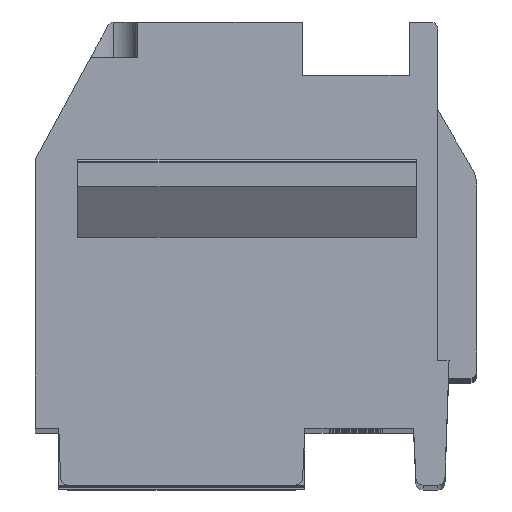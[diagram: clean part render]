
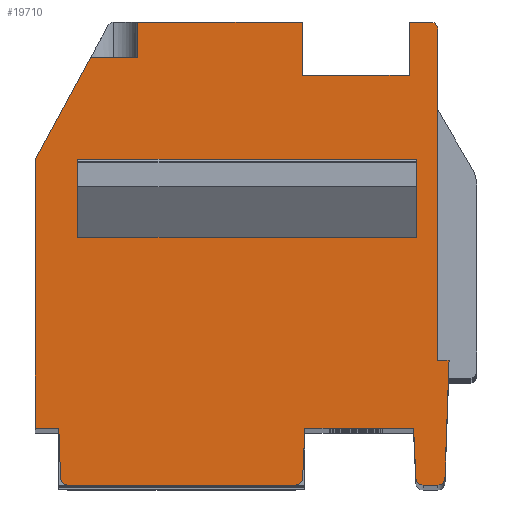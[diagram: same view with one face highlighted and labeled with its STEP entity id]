
A CAD part, top view. The second image highlights one B-rep face of the part: STEP entity #19710.
In plain terms, the highlighted planar face has unit normal (0, 0, 1).
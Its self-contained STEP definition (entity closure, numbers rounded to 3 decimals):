
#34=DIRECTION('',(0.,1.,0.));
#35=VECTOR('',#34,1.55);
#36=CARTESIAN_POINT('',(-5.188,0.15,77.5));
#37=LINE('',#36,#35);
#38=DIRECTION('',(-1.,0.,0.));
#39=VECTOR('',#38,9.5);
#40=CARTESIAN_POINT('',(4.312,0.15,77.5));
#41=LINE('',#40,#39);
#42=DIRECTION('',(0.,1.,0.));
#43=VECTOR('',#42,1.55);
#44=CARTESIAN_POINT('',(4.312,0.15,77.5));
#45=LINE('',#44,#43);
#46=DIRECTION('',(-1.,0.,0.));
#47=VECTOR('',#46,9.5);
#48=CARTESIAN_POINT('',(4.312,1.7,77.5));
#49=LINE('',#48,#47);
#50=DIRECTION('',(0.,-1.,0.));
#51=VECTOR('',#50,7.041);
#52=CARTESIAN_POINT('',(4.912,3.741,77.5));
#53=LINE('',#52,#51);
#54=DIRECTION('',(1.,0.,0.));
#55=VECTOR('',#54,0.32);
#56=CARTESIAN_POINT('',(4.912,-3.3,77.5));
#57=LINE('',#56,#55);
#58=DIRECTION('',(-0.035,-0.999,0.));
#59=VECTOR('',#58,0.502);
#60=CARTESIAN_POINT('',(5.232,-3.3,77.5));
#61=LINE('',#60,#59);
#62=DIRECTION('',(0.035,0.999,0.));
#63=VECTOR('',#62,2.807);
#64=CARTESIAN_POINT('',(5.116,-6.607,77.5));
#65=LINE('',#64,#63);
#66=CARTESIAN_POINT('',(4.916,-6.6,77.5));
#67=DIRECTION('',(0.,0.,-1.));
#68=DIRECTION('',(0.999,-0.035,0.));
#69=AXIS2_PLACEMENT_3D('',#66,#67,#68);
#71=DIRECTION('',(-1.,0.,0.));
#72=VECTOR('',#71,0.416);
#73=CARTESIAN_POINT('',(4.916,-6.8,77.5));
#74=LINE('',#73,#72);
#75=CARTESIAN_POINT('',(4.501,-6.6,77.5));
#76=DIRECTION('',(0.,0.,-1.));
#77=DIRECTION('',(0.,-1.,0.));
#78=AXIS2_PLACEMENT_3D('',#75,#76,#77);
#80=DIRECTION('',(-0.045,0.999,0.));
#81=VECTOR('',#80,1.411);
#82=CARTESIAN_POINT('',(4.301,-6.609,77.5));
#83=LINE('',#82,#81);
#84=DIRECTION('',(-1.,0.,0.));
#85=VECTOR('',#84,3.052);
#86=CARTESIAN_POINT('',(4.237,-5.2,77.5));
#87=LINE('',#86,#85);
#88=DIRECTION('',(0.045,0.999,0.));
#89=VECTOR('',#88,1.411);
#90=CARTESIAN_POINT('',(1.12,-6.609,77.5));
#91=LINE('',#90,#89);
#92=CARTESIAN_POINT('',(0.92,-6.6,77.5));
#93=DIRECTION('',(0.,0.,1.));
#94=DIRECTION('',(0.,-1.,0.));
#95=AXIS2_PLACEMENT_3D('',#92,#93,#94);
#97=DIRECTION('',(1.,0.,0.));
#98=VECTOR('',#97,6.396);
#99=CARTESIAN_POINT('',(-5.475,-6.8,77.5));
#100=LINE('',#99,#98);
#101=CARTESIAN_POINT('',(-5.475,-6.6,77.5));
#102=DIRECTION('',(0.,0.,1.));
#103=DIRECTION('',(-0.999,-0.035,0.));
#104=AXIS2_PLACEMENT_3D('',#101,#102,#103);
#106=DIRECTION('',(0.035,-0.999,0.));
#107=VECTOR('',#106,1.408);
#108=CARTESIAN_POINT('',(-5.724,-5.2,77.5));
#109=LINE('',#108,#107);
#110=DIRECTION('',(1.,0.,0.));
#111=VECTOR('',#110,0.664);
#112=CARTESIAN_POINT('',(-6.388,-5.2,77.5));
#113=LINE('',#112,#111);
#114=DIRECTION('',(0.,1.,0.));
#115=VECTOR('',#114,7.53);
#116=CARTESIAN_POINT('',(-6.388,-5.2,77.5));
#117=LINE('',#116,#115);
#118=DIRECTION('',(-0.477,-0.879,0.));
#119=VECTOR('',#118,3.266);
#120=CARTESIAN_POINT('',(-4.83,5.2,77.5));
#121=LINE('',#120,#119);
#122=DIRECTION('',(1.,0.,0.));
#123=VECTOR('',#122,1.316);
#124=CARTESIAN_POINT('',(-4.83,5.2,77.5));
#125=LINE('',#124,#123);
#126=DIRECTION('',(0.,1.,0.));
#127=VECTOR('',#126,1.);
#128=CARTESIAN_POINT('',(-3.514,5.2,77.5));
#129=LINE('',#128,#127);
#130=DIRECTION('',(-1.,0.,0.));
#131=VECTOR('',#130,4.626);
#132=CARTESIAN_POINT('',(1.112,6.2,77.5));
#133=LINE('',#132,#131);
#134=DIRECTION('',(0.,-1.,0.));
#135=VECTOR('',#134,1.5);
#136=CARTESIAN_POINT('',(1.112,6.2,77.5));
#137=LINE('',#136,#135);
#138=DIRECTION('',(1.,0.,0.));
#139=VECTOR('',#138,3.);
#140=CARTESIAN_POINT('',(1.112,4.7,77.5));
#141=LINE('',#140,#139);
#142=DIRECTION('',(0.,-1.,0.));
#143=VECTOR('',#142,1.5);
#144=CARTESIAN_POINT('',(4.112,6.2,77.5));
#145=LINE('',#144,#143);
#146=DIRECTION('',(-1.,0.,0.));
#147=VECTOR('',#146,0.6);
#148=CARTESIAN_POINT('',(4.712,6.2,77.5));
#149=LINE('',#148,#147);
#150=CARTESIAN_POINT('',(4.712,6.,77.5));
#151=DIRECTION('',(0.,0.,1.));
#152=DIRECTION('',(1.,0.,0.));
#153=AXIS2_PLACEMENT_3D('',#150,#151,#152);
#155=DIRECTION('',(0.,1.,0.));
#156=VECTOR('',#155,2.259);
#157=CARTESIAN_POINT('',(4.912,3.741,77.5));
#158=LINE('',#157,#156);
#15345=CARTESIAN_POINT('',(4.916,-6.8,77.5));
#15346=CARTESIAN_POINT('',(4.501,-6.8,77.5));
#15347=VERTEX_POINT('',#15345);
#15348=VERTEX_POINT('',#15346);
#15349=CARTESIAN_POINT('',(5.116,-6.607,77.5));
#15350=VERTEX_POINT('',#15349);
#15351=CARTESIAN_POINT('',(-6.388,-5.2,77.5));
#15352=CARTESIAN_POINT('',(-6.388,2.33,77.5));
#15353=VERTEX_POINT('',#15351);
#15354=VERTEX_POINT('',#15352);
#15355=CARTESIAN_POINT('',(4.301,-6.609,77.5));
#15356=CARTESIAN_POINT('',(4.237,-5.2,77.5));
#15357=VERTEX_POINT('',#15355);
#15358=VERTEX_POINT('',#15356);
#15392=CARTESIAN_POINT('',(-4.83,5.2,77.5));
#15393=CARTESIAN_POINT('',(-3.514,5.2,77.5));
#15394=VERTEX_POINT('',#15392);
#15395=VERTEX_POINT('',#15393);
#15396=CARTESIAN_POINT('',(-3.514,6.2,77.5));
#15397=VERTEX_POINT('',#15396);
#15443=CARTESIAN_POINT('',(-5.188,0.15,77.5));
#15444=CARTESIAN_POINT('',(-5.188,1.7,77.5));
#15445=VERTEX_POINT('',#15443);
#15446=VERTEX_POINT('',#15444);
#15447=CARTESIAN_POINT('',(4.312,0.15,77.5));
#15448=CARTESIAN_POINT('',(4.312,1.7,77.5));
#15449=VERTEX_POINT('',#15447);
#15450=VERTEX_POINT('',#15448);
#15503=CARTESIAN_POINT('',(4.912,6.,77.5));
#15504=CARTESIAN_POINT('',(4.712,6.2,77.5));
#15505=VERTEX_POINT('',#15503);
#15506=VERTEX_POINT('',#15504);
#15652=CARTESIAN_POINT('',(4.112,6.2,77.5));
#15653=CARTESIAN_POINT('',(4.112,4.7,77.5));
#15654=VERTEX_POINT('',#15652);
#15655=VERTEX_POINT('',#15653);
#15656=CARTESIAN_POINT('',(1.112,6.2,77.5));
#15657=CARTESIAN_POINT('',(1.112,4.7,77.5));
#15658=VERTEX_POINT('',#15656);
#15659=VERTEX_POINT('',#15657);
#15730=CARTESIAN_POINT('',(-5.675,-6.607,77.5));
#15731=CARTESIAN_POINT('',(-5.475,-6.8,77.5));
#15732=VERTEX_POINT('',#15730);
#15733=VERTEX_POINT('',#15731);
#15734=CARTESIAN_POINT('',(0.92,-6.8,77.5));
#15735=VERTEX_POINT('',#15734);
#15736=CARTESIAN_POINT('',(1.12,-6.609,77.5));
#15737=VERTEX_POINT('',#15736);
#15746=CARTESIAN_POINT('',(1.184,-5.2,77.5));
#15748=VERTEX_POINT('',#15746);
#15752=CARTESIAN_POINT('',(-5.724,-5.2,77.5));
#15753=VERTEX_POINT('',#15752);
#19585=CARTESIAN_POINT('',(4.912,3.741,77.5));
#19586=CARTESIAN_POINT('',(4.912,-3.3,77.5));
#19587=VERTEX_POINT('',#19585);
#19588=VERTEX_POINT('',#19586);
#19589=CARTESIAN_POINT('',(5.232,-3.3,77.5));
#19590=VERTEX_POINT('',#19589);
#19591=CARTESIAN_POINT('',(5.214,-3.802,77.5));
#19592=VERTEX_POINT('',#19591);
#19641=CARTESIAN_POINT('',(0.,0.,77.5));
#19642=DIRECTION('',(0.,0.,1.));
#19643=DIRECTION('',(1.,0.,0.));
#19644=AXIS2_PLACEMENT_3D('',#19641,#19642,#19643);
#19645=PLANE('',#19644);
#19647=ORIENTED_EDGE('',*,*,#19646,.T.);
#19649=ORIENTED_EDGE('',*,*,#19648,.T.);
#19651=ORIENTED_EDGE('',*,*,#19650,.T.);
#19653=ORIENTED_EDGE('',*,*,#19652,.F.);
#19655=ORIENTED_EDGE('',*,*,#19654,.T.);
#19657=ORIENTED_EDGE('',*,*,#19656,.T.);
#19659=ORIENTED_EDGE('',*,*,#19658,.T.);
#19661=ORIENTED_EDGE('',*,*,#19660,.T.);
#19663=ORIENTED_EDGE('',*,*,#19662,.T.);
#19665=ORIENTED_EDGE('',*,*,#19664,.F.);
#19667=ORIENTED_EDGE('',*,*,#19666,.F.);
#19669=ORIENTED_EDGE('',*,*,#19668,.F.);
#19671=ORIENTED_EDGE('',*,*,#19670,.F.);
#19673=ORIENTED_EDGE('',*,*,#19672,.F.);
#19675=ORIENTED_EDGE('',*,*,#19674,.F.);
#19677=ORIENTED_EDGE('',*,*,#19676,.T.);
#19679=ORIENTED_EDGE('',*,*,#19678,.F.);
#19681=ORIENTED_EDGE('',*,*,#19680,.T.);
#19683=ORIENTED_EDGE('',*,*,#19682,.T.);
#19685=ORIENTED_EDGE('',*,*,#19684,.F.);
#19687=ORIENTED_EDGE('',*,*,#19686,.T.);
#19689=ORIENTED_EDGE('',*,*,#19688,.T.);
#19691=ORIENTED_EDGE('',*,*,#19690,.F.);
#19693=ORIENTED_EDGE('',*,*,#19692,.F.);
#19695=ORIENTED_EDGE('',*,*,#19694,.F.);
#19697=ORIENTED_EDGE('',*,*,#19696,.F.);
#19698=EDGE_LOOP('',(#19647,#19649,#19651,#19653,#19655,#19657,#19659,#19661,
#19663,#19665,#19667,#19669,#19671,#19673,#19675,#19677,#19679,#19681,#19683,
#19685,#19687,#19689,#19691,#19693,#19695,#19697));
#19699=FACE_OUTER_BOUND('',#19698,.F.);
#19701=ORIENTED_EDGE('',*,*,#19700,.F.);
#19703=ORIENTED_EDGE('',*,*,#19702,.F.);
#19705=ORIENTED_EDGE('',*,*,#19704,.T.);
#19707=ORIENTED_EDGE('',*,*,#19706,.T.);
#19708=EDGE_LOOP('',(#19701,#19703,#19705,#19707));
#19709=FACE_BOUND('',#19708,.F.);
#70=CIRCLE('',#69,0.2);
#79=CIRCLE('',#78,0.2);
#96=CIRCLE('',#95,0.2);
#105=CIRCLE('',#104,0.2);
#154=CIRCLE('',#153,0.2);
#19646=EDGE_CURVE('',#19587,#19588,#53,.T.);
#19648=EDGE_CURVE('',#19588,#19590,#57,.T.);
#19650=EDGE_CURVE('',#19590,#19592,#61,.T.);
#19652=EDGE_CURVE('',#15350,#19592,#65,.T.);
#19654=EDGE_CURVE('',#15350,#15347,#70,.T.);
#19656=EDGE_CURVE('',#15347,#15348,#74,.T.);
#19658=EDGE_CURVE('',#15348,#15357,#79,.T.);
#19660=EDGE_CURVE('',#15357,#15358,#83,.T.);
#19662=EDGE_CURVE('',#15358,#15748,#87,.T.);
#19664=EDGE_CURVE('',#15737,#15748,#91,.T.);
#19666=EDGE_CURVE('',#15735,#15737,#96,.T.);
#19668=EDGE_CURVE('',#15733,#15735,#100,.T.);
#19670=EDGE_CURVE('',#15732,#15733,#105,.T.);
#19672=EDGE_CURVE('',#15753,#15732,#109,.T.);
#19674=EDGE_CURVE('',#15353,#15753,#113,.T.);
#19676=EDGE_CURVE('',#15353,#15354,#117,.T.);
#19678=EDGE_CURVE('',#15394,#15354,#121,.T.);
#19680=EDGE_CURVE('',#15394,#15395,#125,.T.);
#19682=EDGE_CURVE('',#15395,#15397,#129,.T.);
#19684=EDGE_CURVE('',#15658,#15397,#133,.T.);
#19686=EDGE_CURVE('',#15658,#15659,#137,.T.);
#19688=EDGE_CURVE('',#15659,#15655,#141,.T.);
#19690=EDGE_CURVE('',#15654,#15655,#145,.T.);
#19692=EDGE_CURVE('',#15506,#15654,#149,.T.);
#19694=EDGE_CURVE('',#15505,#15506,#154,.T.);
#19696=EDGE_CURVE('',#19587,#15505,#158,.T.);
#19700=EDGE_CURVE('',#15445,#15446,#37,.T.);
#19702=EDGE_CURVE('',#15449,#15445,#41,.T.);
#19704=EDGE_CURVE('',#15449,#15450,#45,.T.);
#19706=EDGE_CURVE('',#15450,#15446,#49,.T.);
#19710=ADVANCED_FACE('',(#19699,#19709),#19645,.T.);
